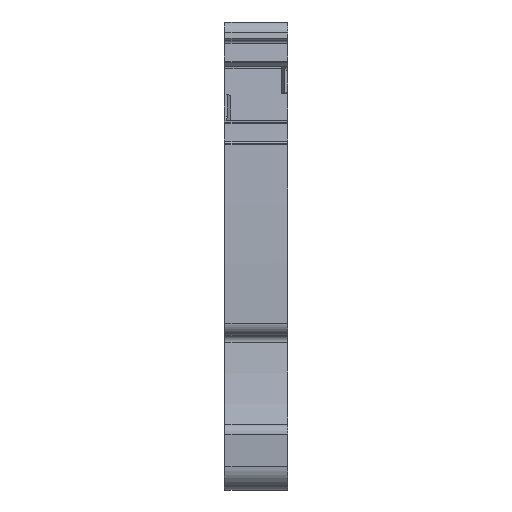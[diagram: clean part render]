
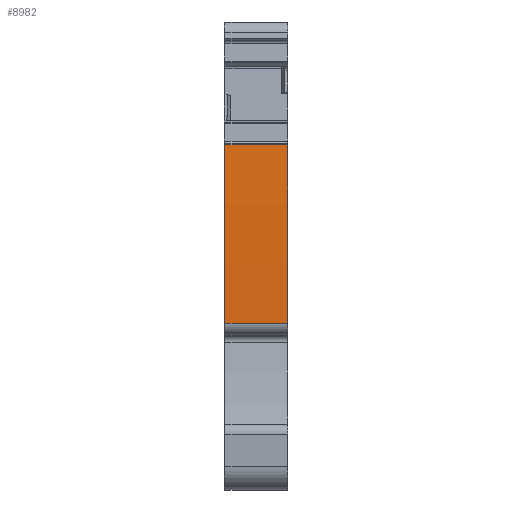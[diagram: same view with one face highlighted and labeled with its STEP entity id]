
A CAD part, front view. The second image highlights one B-rep face of the part: STEP entity #8982.
In plain terms, the highlighted cylindrical face has radius 154.9 mm (diameter 309.8 mm), a partial arc.
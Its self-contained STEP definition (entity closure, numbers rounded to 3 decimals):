
#894=AXIS2_PLACEMENT_3D('Circle Axis2P3D',#892,#893,$) ;
#901=AXIS2_PLACEMENT_3D('Circle Axis2P3D',#899,#900,$) ;
#8227=AXIS2_PLACEMENT_3D('Cylinder Axis2P3D',#8224,#8225,#8226) ;
#8972=AXIS2_PLACEMENT_3D('Circle Axis2P3D',#8970,#8971,$) ;
#889=CARTESIAN_POINT('Vertex',(5.1,1.859,27.772)) ;
#892=CARTESIAN_POINT('Axis2P3D Location',(5.1,156.388,17.05)) ;
#896=CARTESIAN_POINT('Vertex',(5.1,1.53,13.45)) ;
#899=CARTESIAN_POINT('Axis2P3D Location',(5.1,2.53,13.45)) ;
#903=CARTESIAN_POINT('Vertex',(5.1,1.53,13.427)) ;
#8224=CARTESIAN_POINT('Axis2P3D Location',(2.55,156.388,17.05)) ;
#8944=CARTESIAN_POINT('Line Origine',(2.55,1.859,27.772)) ;
#8948=CARTESIAN_POINT('Vertex',(0.05,1.859,27.772)) ;
#8963=CARTESIAN_POINT('Line Origine',(2.55,1.53,13.427)) ;
#8967=CARTESIAN_POINT('Vertex',(0.05,1.53,13.427)) ;
#8970=CARTESIAN_POINT('Axis2P3D Location',(0.05,156.388,17.05)) ;
#893=DIRECTION('Axis2P3D Direction',(1.,0.,0.)) ;
#900=DIRECTION('Axis2P3D Direction',(1.,0.,0.)) ;
#8225=DIRECTION('Axis2P3D Direction',(1.,0.,0.)) ;
#8226=DIRECTION('Axis2P3D XDirection',(0.,-0.992,0.127)) ;
#8945=DIRECTION('Vector Direction',(1.,0.,0.)) ;
#8964=DIRECTION('Vector Direction',(1.,0.,0.)) ;
#8971=DIRECTION('Axis2P3D Direction',(1.,0.,0.)) ;
#8946=VECTOR('Line Direction',#8945,1.) ;
#8965=VECTOR('Line Direction',#8964,1.) ;
#8976=ORIENTED_EDGE('',*,*,#8969,.T.) ;
#8977=ORIENTED_EDGE('',*,*,#905,.F.) ;
#8978=ORIENTED_EDGE('',*,*,#898,.F.) ;
#8979=ORIENTED_EDGE('',*,*,#8950,.F.) ;
#8980=ORIENTED_EDGE('',*,*,#8974,.T.) ;
#8982=ADVANCED_FACE('MLD',(#8981),#8228,.T.) ;
#895=CIRCLE('generated circle',#894,154.9) ;
#902=CIRCLE('generated circle',#901,1.) ;
#8973=CIRCLE('generated circle',#8972,154.9) ;
#8228=CYLINDRICAL_SURFACE('generated cylinder',#8227,154.9) ;
#898=EDGE_CURVE('',#890,#897,#895,.T.) ;
#905=EDGE_CURVE('',#897,#904,#902,.T.) ;
#8950=EDGE_CURVE('',#8949,#890,#8947,.T.) ;
#8969=EDGE_CURVE('',#8968,#904,#8966,.T.) ;
#8974=EDGE_CURVE('',#8949,#8968,#8973,.T.) ;
#8975=EDGE_LOOP('',(#8976,#8977,#8978,#8979,#8980)) ;
#8981=FACE_OUTER_BOUND('',#8975,.T.) ;
#8947=LINE('Line',#8944,#8946) ;
#8966=LINE('Line',#8963,#8965) ;
#890=VERTEX_POINT('',#889) ;
#897=VERTEX_POINT('',#896) ;
#904=VERTEX_POINT('',#903) ;
#8949=VERTEX_POINT('',#8948) ;
#8968=VERTEX_POINT('',#8967) ;
